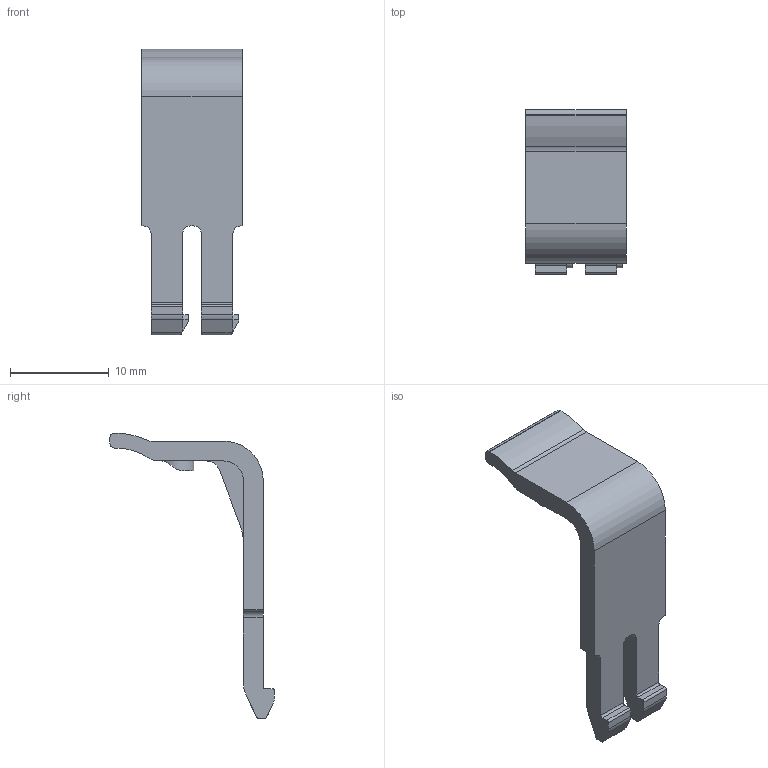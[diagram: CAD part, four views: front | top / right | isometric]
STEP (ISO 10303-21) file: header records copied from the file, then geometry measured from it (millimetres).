
FILE_DESCRIPTION(('CATIA V5 STEP Exchange','CAx-IF Rec.Pracs.--- Model Styling and Organization---1.4--- 2014-01-23'),'2;1');
FILE_NAME ('D1449613_0', '2020-02-24T09:22:35+00:00', ('none'), ('Weidmueller'), 'CATIA Version 5-6 Release 2016 SP3 HF44', 'CATIA V5 STEP AP214', 'none');
FILE_SCHEMA(('AUTOMOTIVE_DESIGN { 1 0 10303 214 1 1 1 1 }'));
Length unit declared in the file: millimetre
Products named in the file (1): 1167440000_IL_WMF2-5_BLZ_OR
Bounding box: 10.16 x 16.6 x 28.85 mm (x, y, z)
Volume: 757.5 mm3; surface area: 1026.4 mm2
Topology: 1 solids, 1 shells, 88 faces, 256 edges, 172 vertices
Faces by surface type: plane 46, cylinder 42
Entity records: 2816 total; most frequent: CARTESIAN_POINT 607, ORIENTED_EDGE 512, DIRECTION 358, EDGE_CURVE 256, VERTEX_POINT 172, VECTOR 166, LINE 166, AXIS2_PLACEMENT_3D 133
